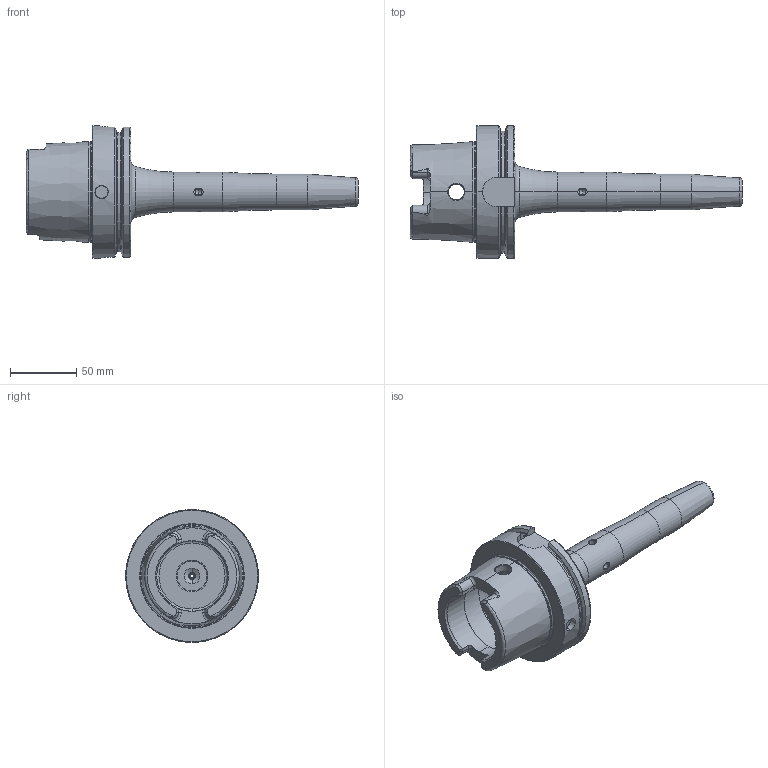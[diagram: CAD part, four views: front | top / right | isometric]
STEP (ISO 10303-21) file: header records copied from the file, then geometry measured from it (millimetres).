
FILE_DESCRIPTION (( 'STEP AP203' ), '1' );
FILE_NAME ('HA0.S06.K01.200.STEP', '2018-08-27T06:58:04', ( 'SWIAdmin' ), ( 'Hewlett-Packard Company' ), 'SwSTEP 2.0', 'SolidWorks 2017', '' );
FILE_SCHEMA (( 'CONFIG_CONTROL_DESIGN' ));
Length unit declared in the file: millimetre
Products named in the file (3): HA0-S06.K01.200_B_Fertigbearbeitung; ERU-AN1.K01.014_A; HA0.S06.K01.200
Assembly tree (2 placements, depth 2):
  HA0.S06.K01.200
    HA0-S06.K01.200_B_Fertigbearbeitung
    ERU-AN1.K01.014_A
Bounding box: 249.9 x 100 x 100 mm (x, y, z)
Volume: 355503.3 mm3; surface area: 68495.5 mm2
Topology: 2 solids, 2 shells, 254 faces, 634 edges, 379 vertices
Faces by surface type: plane 74, cylinder 70, cone 61, torus 45, bspline 4
Entity records: 9191 total; most frequent: CARTESIAN_POINT 2986, ORIENTED_EDGE 1252, DIRECTION 1246, EDGE_CURVE 626, AXIS2_PLACEMENT_3D 501, VERTEX_POINT 379, EDGE_LOOP 265, ADVANCED_FACE 254
